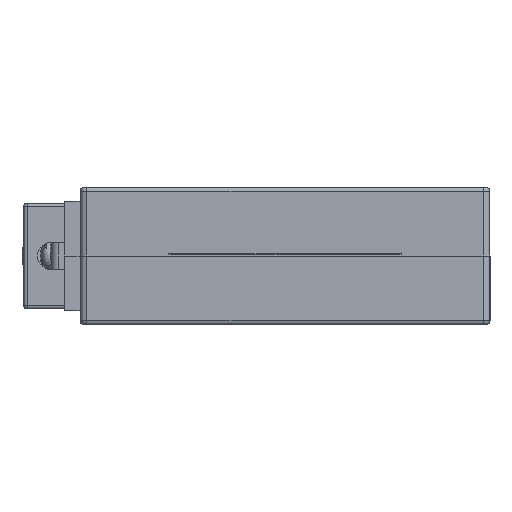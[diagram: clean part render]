
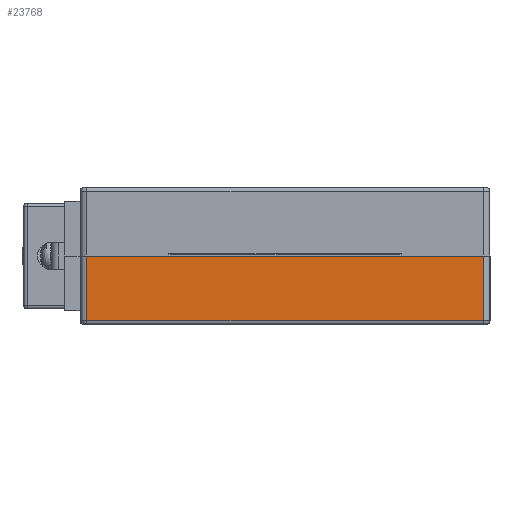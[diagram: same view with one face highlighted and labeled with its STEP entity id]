
A CAD part, left-side view. The second image highlights one B-rep face of the part: STEP entity #23768.
In plain terms, the highlighted planar face has unit normal (-1, 0, 0).
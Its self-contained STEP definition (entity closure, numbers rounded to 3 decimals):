
#900 = EDGE_CURVE ( 'NONE', #4801, #33994, #42811, .T. ) ;
#1534 = VERTEX_POINT ( 'NONE', #33549 ) ;
#2703 = CARTESIAN_POINT ( 'NONE',  ( -95., 58., 20. ) ) ;
#3935 = AXIS2_PLACEMENT_3D ( 'NONE', #15566, #15334, #22648 ) ;
#4801 = VERTEX_POINT ( 'NONE', #2703 ) ;
#5390 = ORIENTED_EDGE ( 'NONE', *, *, #900, .F. ) ;
#5839 = FACE_OUTER_BOUND ( 'NONE', #30876, .T. ) ;
#7843 = VERTEX_POINT ( 'NONE', #20842 ) ;
#10012 = EDGE_CURVE ( 'NONE', #33994, #1534, #16972, .T. ) ;
#10968 = EDGE_CURVE ( 'NONE', #7843, #1534, #11931, .T. ) ;
#11069 = VECTOR ( 'NONE', #29962, 1000. ) ;
#11215 = ORIENTED_EDGE ( 'NONE', *, *, #31817, .T. ) ;
#11637 = ORIENTED_EDGE ( 'NONE', *, *, #10968, .T. ) ;
#11931 = LINE ( 'NONE', #39127, #13418 ) ;
#12489 = CARTESIAN_POINT ( 'NONE',  ( -95., 0., 20. ) ) ;
#13418 = VECTOR ( 'NONE', #35815, 1000. ) ;
#14713 = DIRECTION ( 'NONE',  ( 0., 0., -1. ) ) ;
#15334 = DIRECTION ( 'NONE',  ( 1., 0., 0. ) ) ;
#15566 = CARTESIAN_POINT ( 'NONE',  ( -95., 0., 20. ) ) ;
#16972 = LINE ( 'NONE', #29827, #26794 ) ;
#17989 = VECTOR ( 'NONE', #14713, 1000. ) ;
#20842 = CARTESIAN_POINT ( 'NONE',  ( -95., 58., 1. ) ) ;
#22617 = CARTESIAN_POINT ( 'NONE',  ( -95., -58., 20. ) ) ;
#22648 = DIRECTION ( 'NONE',  ( 0., 0., -1. ) ) ;
#23600 = DIRECTION ( 'NONE',  ( 0., 0., -1. ) ) ;
#23768 = ADVANCED_FACE ( 'NONE', ( #5839 ), #32178, .F. ) ;
#24028 = CARTESIAN_POINT ( 'NONE',  ( -95., 58., 20. ) ) ;
#26794 = VECTOR ( 'NONE', #23600, 1000. ) ;
#29827 = CARTESIAN_POINT ( 'NONE',  ( -95., -58., 20. ) ) ;
#29962 = DIRECTION ( 'NONE',  ( 0., -1., 0. ) ) ;
#30876 = EDGE_LOOP ( 'NONE', ( #11215, #11637, #31167, #5390 ) ) ;
#31167 = ORIENTED_EDGE ( 'NONE', *, *, #10012, .F. ) ;
#31817 = EDGE_CURVE ( 'NONE', #4801, #7843, #41061, .T. ) ;
#32178 = PLANE ( 'NONE',  #3935 ) ;
#33549 = CARTESIAN_POINT ( 'NONE',  ( -95., -58., 1. ) ) ;
#33994 = VERTEX_POINT ( 'NONE', #22617 ) ;
#35815 = DIRECTION ( 'NONE',  ( 0., -1., 0. ) ) ;
#39127 = CARTESIAN_POINT ( 'NONE',  ( -95., 0., 1. ) ) ;
#41061 = LINE ( 'NONE', #24028, #17989 ) ;
#42811 = LINE ( 'NONE', #12489, #11069 ) ;
